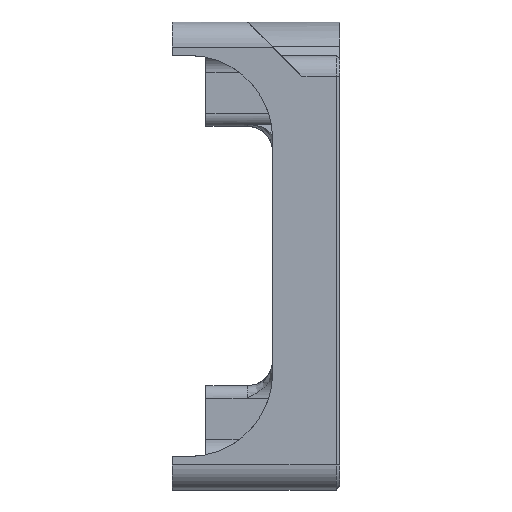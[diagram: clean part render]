
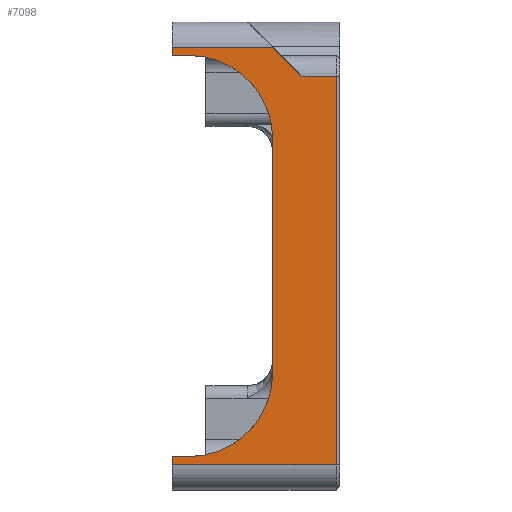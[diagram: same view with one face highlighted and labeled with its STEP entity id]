
A CAD part, front view. The second image highlights one B-rep face of the part: STEP entity #7098.
In plain terms, the highlighted planar face has unit normal (0, -1, 0).
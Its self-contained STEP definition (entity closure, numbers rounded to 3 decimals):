
#377=PLANE('',#7641);
#623=CIRCLE('',#7632,10.);
#627=CIRCLE('',#7640,10.);
#913=FACE_OUTER_BOUND('',#1299,.T.);
#1299=EDGE_LOOP('',(#5625,#5626,#5627,#5628,#5629,#5630,#5631,#5632,#5633,
#5634,#5635,#5636));
#1906=LINE('',#21878,#2421);
#1925=LINE('',#21933,#2440);
#1957=LINE('',#22096,#2472);
#2072=LINE('',#22562,#2587);
#2076=LINE('',#22571,#2591);
#2078=LINE('',#22577,#2593);
#2079=LINE('',#22578,#2594);
#2080=LINE('',#22580,#2595);
#2081=LINE('',#22581,#2596);
#2082=LINE('',#22582,#2597);
#2421=VECTOR('',#8409,2.);
#2440=VECTOR('',#8438,4.95);
#2472=VECTOR('',#8534,2.);
#2587=VECTOR('',#8887,19.6);
#2591=VECTOR('',#8897,12.);
#2593=VECTOR('',#8905,28.);
#2594=VECTOR('',#8906,1.);
#2595=VECTOR('',#8907,46.5);
#2596=VECTOR('',#8908,4.1);
#2597=VECTOR('',#8909,1.);
#3075=VERTEX_POINT('',#21875);
#3076=VERTEX_POINT('',#21877);
#3095=VERTEX_POINT('',#21930);
#3096=VERTEX_POINT('',#21932);
#3138=VERTEX_POINT('',#22093);
#3139=VERTEX_POINT('',#22095);
#3309=VERTEX_POINT('',#22551);
#3311=VERTEX_POINT('',#22556);
#3313=VERTEX_POINT('',#22560);
#3315=VERTEX_POINT('',#22569);
#3316=VERTEX_POINT('',#22573);
#3317=VERTEX_POINT('',#22579);
#3879=EDGE_CURVE('',#3075,#3076,#1906,.F.);
#3902=EDGE_CURVE('',#3095,#3096,#1925,.T.);
#3957=EDGE_CURVE('',#3138,#3139,#1957,.T.);
#4164=EDGE_CURVE('',#3139,#3309,#623,.T.);
#4169=EDGE_CURVE('',#3311,#3313,#2072,.F.);
#4174=EDGE_CURVE('',#3315,#3095,#2076,.T.);
#4176=EDGE_CURVE('',#3316,#3075,#627,.T.);
#4177=EDGE_CURVE('',#3309,#3316,#2078,.T.);
#4178=EDGE_CURVE('',#3138,#3311,#2079,.T.);
#4179=EDGE_CURVE('',#3317,#3313,#2080,.F.);
#4180=EDGE_CURVE('',#3096,#3317,#2081,.T.);
#4181=EDGE_CURVE('',#3315,#3076,#2082,.T.);
#5625=ORIENTED_EDGE('',*,*,#4176,.F.);
#5626=ORIENTED_EDGE('',*,*,#4177,.F.);
#5627=ORIENTED_EDGE('',*,*,#4164,.F.);
#5628=ORIENTED_EDGE('',*,*,#3957,.F.);
#5629=ORIENTED_EDGE('',*,*,#4178,.T.);
#5630=ORIENTED_EDGE('',*,*,#4169,.T.);
#5631=ORIENTED_EDGE('',*,*,#4179,.F.);
#5632=ORIENTED_EDGE('',*,*,#4180,.F.);
#5633=ORIENTED_EDGE('',*,*,#3902,.F.);
#5634=ORIENTED_EDGE('',*,*,#4174,.F.);
#5635=ORIENTED_EDGE('',*,*,#4181,.T.);
#5636=ORIENTED_EDGE('',*,*,#3879,.F.);
#7098=ADVANCED_FACE('',(#913),#377,.F.);
#7632=AXIS2_PLACEMENT_3D('',#22552,#8877,#8878);
#7640=AXIS2_PLACEMENT_3D('',#22575,#8901,#8902);
#7641=AXIS2_PLACEMENT_3D('',#22576,#8903,#8904);
#8409=DIRECTION('',(1.,0.,0.));
#8438=DIRECTION('',(0.707,0.,-0.707));
#8534=DIRECTION('',(1.,0.,0.));
#8877=DIRECTION('center_axis',(0.,-1.,0.));
#8878=DIRECTION('ref_axis',(0.,0.,-1.));
#8887=DIRECTION('',(-1.,0.,0.));
#8897=DIRECTION('',(1.,0.,0.));
#8901=DIRECTION('center_axis',(0.,-1.,0.));
#8902=DIRECTION('ref_axis',(0.,0.,-1.));
#8903=DIRECTION('center_axis',(0.,1.,0.));
#8904=DIRECTION('ref_axis',(0.,0.,1.));
#8905=DIRECTION('',(0.,0.,1.));
#8906=DIRECTION('',(0.,0.,-1.));
#8907=DIRECTION('',(0.,0.,1.));
#8908=DIRECTION('',(1.,0.,0.));
#8909=DIRECTION('',(0.,0.,-1.));
#21875=CARTESIAN_POINT('',(-12.641,-139.153,-64.977));
#21877=CARTESIAN_POINT('',(-14.641,-139.153,-64.977));
#21878=CARTESIAN_POINT('',(-14.641,-139.153,-64.977));
#21930=CARTESIAN_POINT('',(-2.641,-139.153,-63.977));
#21932=CARTESIAN_POINT('',(0.859,-139.153,-67.477));
#21933=CARTESIAN_POINT('',(-2.641,-139.153,-63.977));
#22093=CARTESIAN_POINT('',(-14.641,-139.153,-112.977));
#22095=CARTESIAN_POINT('',(-12.641,-139.153,-112.977));
#22096=CARTESIAN_POINT('',(-14.641,-139.153,-112.977));
#22551=CARTESIAN_POINT('',(-2.641,-139.153,-102.977));
#22552=CARTESIAN_POINT('Origin',(-12.641,-139.153,-102.977));
#22556=CARTESIAN_POINT('',(-14.641,-139.153,-113.977));
#22560=CARTESIAN_POINT('',(4.959,-139.153,-113.977));
#22562=CARTESIAN_POINT('',(4.959,-139.153,-113.977));
#22569=CARTESIAN_POINT('',(-14.641,-139.153,-63.977));
#22571=CARTESIAN_POINT('',(-14.641,-139.153,-63.977));
#22573=CARTESIAN_POINT('',(-2.641,-139.153,-74.977));
#22575=CARTESIAN_POINT('Origin',(-12.641,-139.153,-74.977));
#22576=CARTESIAN_POINT('Origin',(5.359,-139.153,-63.977));
#22577=CARTESIAN_POINT('',(-2.641,-139.153,-102.977));
#22578=CARTESIAN_POINT('',(-14.641,-139.153,-112.977));
#22579=CARTESIAN_POINT('',(4.959,-139.153,-67.477));
#22580=CARTESIAN_POINT('',(4.959,-139.153,-113.977));
#22581=CARTESIAN_POINT('',(0.859,-139.153,-67.477));
#22582=CARTESIAN_POINT('',(-14.641,-139.153,-63.977));
